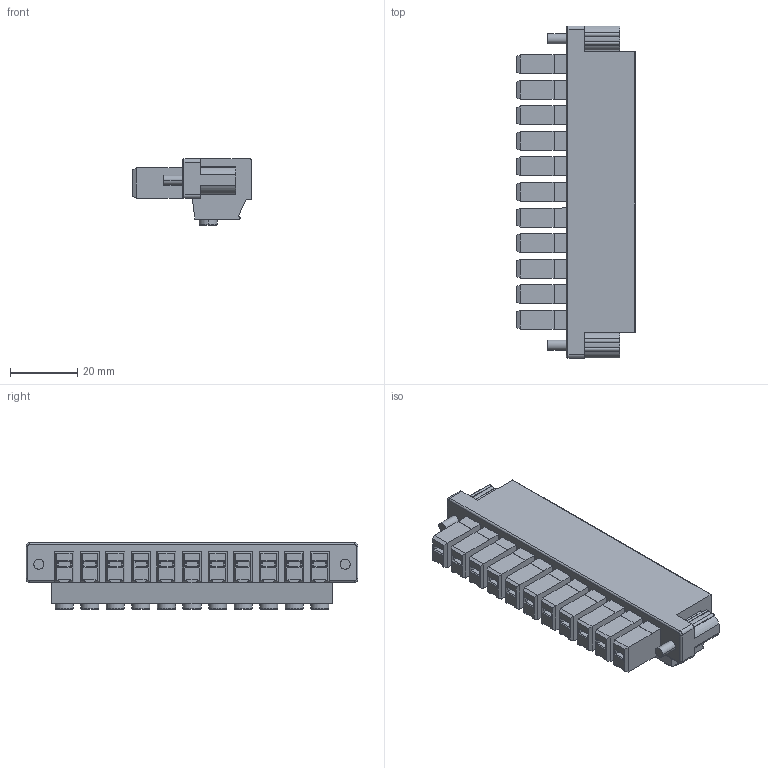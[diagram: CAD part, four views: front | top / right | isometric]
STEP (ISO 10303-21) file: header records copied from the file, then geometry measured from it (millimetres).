
FILE_DESCRIPTION((''),'2;1');
FILE_NAME('TLPSW-501','2024-09-13T09:38:24',('sheji'),(''),'CREO PARAMETRIC BY PTC INC, 2018100','CREO PARAMETRIC BY PTC INC, 2018100','');
FILE_SCHEMA(('CONFIG_CONTROL_DESIGN'));
Length unit declared in the file: millimetre
Products named in the file (1): TLPSW-501
Bounding box: 35.3 x 99.01 x 19.8 mm (x, y, z)
Volume: 32359.8 mm3; surface area: 17362.2 mm2
Topology: 1 solids, 1 shells, 1232 faces, 3387 edges, 2218 vertices
Faces by surface type: plane 821, cylinder 351, torus 52, extrusion 8
Entity records: 39427 total; most frequent: CARTESIAN_POINT 8338, ORIENTED_EDGE 6774, DIRECTION 6016, EDGE_CURVE 3387, VECTOR 2390, LINE 2382, VERTEX_POINT 2218, AXIS2_PLACEMENT_3D 1813
